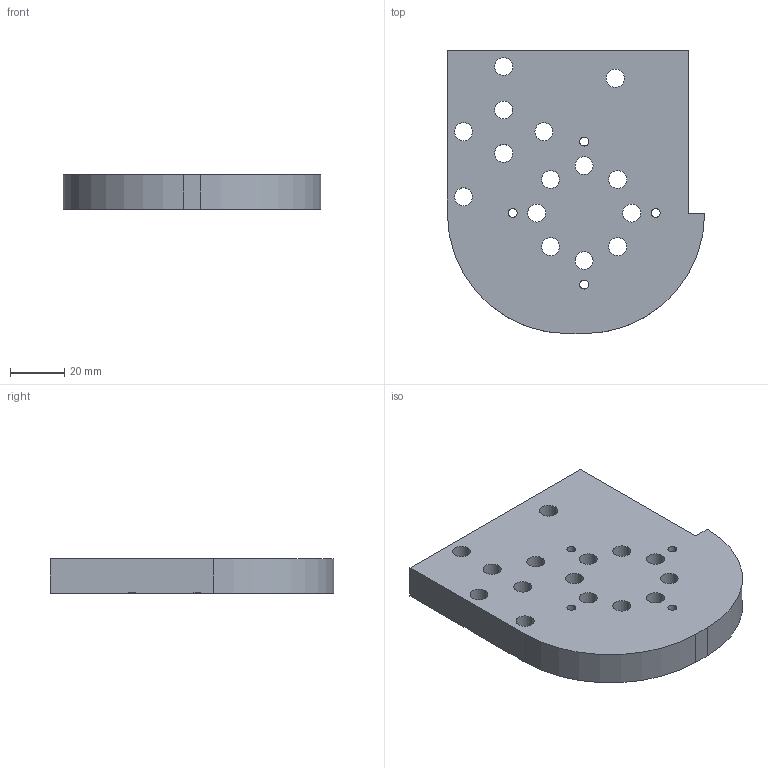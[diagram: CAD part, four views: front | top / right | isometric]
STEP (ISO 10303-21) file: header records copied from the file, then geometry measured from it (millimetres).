
FILE_DESCRIPTION (( 'STEP AP203' ), '1' );
FILE_NAME ('J1 Turret Platform.STEP', '2019-10-20T06:20:39', ( '' ), ( '' ), 'SwSTEP 2.0', 'SolidWorks 2019', '' );
FILE_SCHEMA (( 'CONFIG_CONTROL_DESIGN' ));
Length unit declared in the file: millimetre
Products named in the file (1): J1 Turret Platform
Bounding box: 94.9 x 104.45 x 12.7 mm (x, y, z)
Volume: 95074.8 mm3; surface area: 26041.4 mm2
Topology: 1 solids, 1 shells, 77 faces, 204 edges, 132 vertices
Faces by surface type: cylinder 52, plane 13, cone 12
Entity records: 2603 total; most frequent: DIRECTION 472, CARTESIAN_POINT 435, ORIENTED_EDGE 408, EDGE_CURVE 204, AXIS2_PLACEMENT_3D 195, VERTEX_POINT 132, EDGE_LOOP 118, CIRCLE 117
